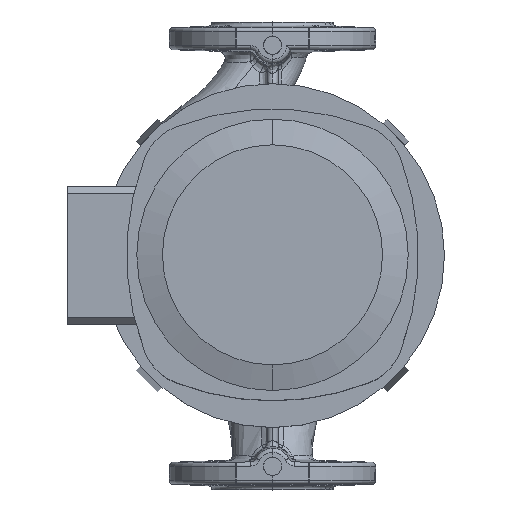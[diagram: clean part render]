
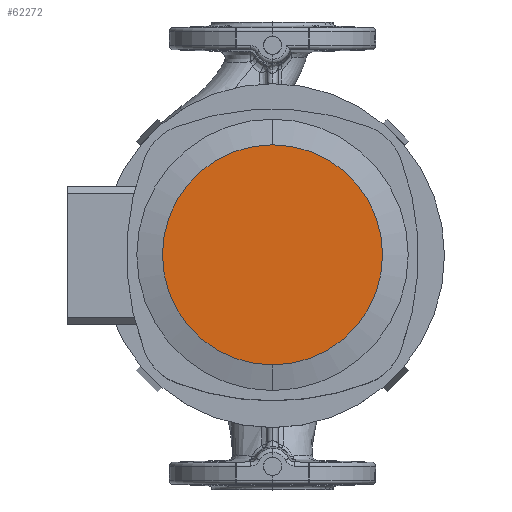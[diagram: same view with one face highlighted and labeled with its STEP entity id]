
A CAD part, top view. The second image highlights one B-rep face of the part: STEP entity #62272.
In plain terms, the highlighted planar face has unit normal (0, 0, 1).
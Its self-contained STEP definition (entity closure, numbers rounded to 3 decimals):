
#2290 = EDGE_CURVE ( 'NONE', #18902, #20774, #48503, .T. ) ;
#7226 = DIRECTION ( 'NONE',  ( 0., 1., 0. ) ) ;
#7228 = DIRECTION ( 'NONE',  ( 0., 0., 1. ) ) ;
#7230 = CARTESIAN_POINT ( 'NONE',  ( 0., 0., 456. ) ) ;
#9515 = EDGE_LOOP ( 'NONE', ( #28018, #27535 ) ) ;
#18902 = VERTEX_POINT ( 'NONE', #53573 ) ;
#20774 = VERTEX_POINT ( 'NONE', #53080 ) ;
#27535 = ORIENTED_EDGE ( 'NONE', *, *, #62437, .T. ) ;
#27984 = CIRCLE ( 'NONE', #28106, 80. ) ;
#28018 = ORIENTED_EDGE ( 'NONE', *, *, #2290, .T. ) ;
#28106 = AXIS2_PLACEMENT_3D ( 'NONE', #42667, #42668, #42669 ) ;
#28472 = AXIS2_PLACEMENT_3D ( 'NONE', #41836, #41858, #41860 ) ;
#41836 = CARTESIAN_POINT ( 'NONE',  ( -80., 0., 456. ) ) ;
#41850 = FACE_OUTER_BOUND ( 'NONE', #9515, .T. ) ;
#41852 = PLANE ( 'NONE',  #28472 ) ;
#41858 = DIRECTION ( 'NONE',  ( 0., 0., -1. ) ) ;
#41860 = DIRECTION ( 'NONE',  ( 0., -1., 0. ) ) ;
#42667 = CARTESIAN_POINT ( 'NONE',  ( 0., 0., 456. ) ) ;
#42668 = DIRECTION ( 'NONE',  ( 0., 0., 1. ) ) ;
#42669 = DIRECTION ( 'NONE',  ( 0., 1., 0. ) ) ;
#48503 = CIRCLE ( 'NONE', #48507, 80. ) ;
#48507 = AXIS2_PLACEMENT_3D ( 'NONE', #7230, #7228, #7226 ) ;
#53080 = CARTESIAN_POINT ( 'NONE',  ( 0., 80., 456. ) ) ;
#53573 = CARTESIAN_POINT ( 'NONE',  ( 0., -80., 456. ) ) ;
#62272 = ADVANCED_FACE ( 'NONE', ( #41850 ), #41852, .F. ) ;
#62437 = EDGE_CURVE ( 'NONE', #20774, #18902, #27984, .T. ) ;
